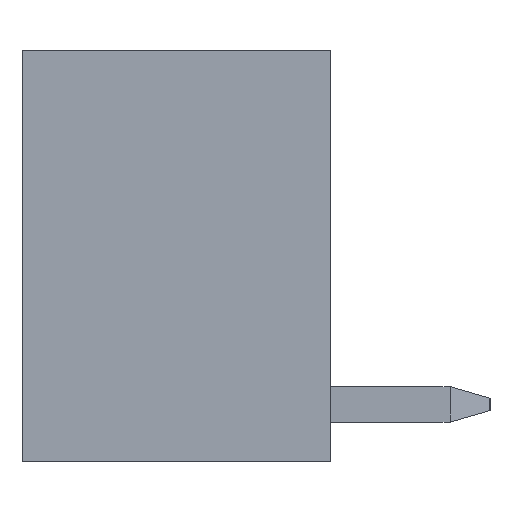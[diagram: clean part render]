
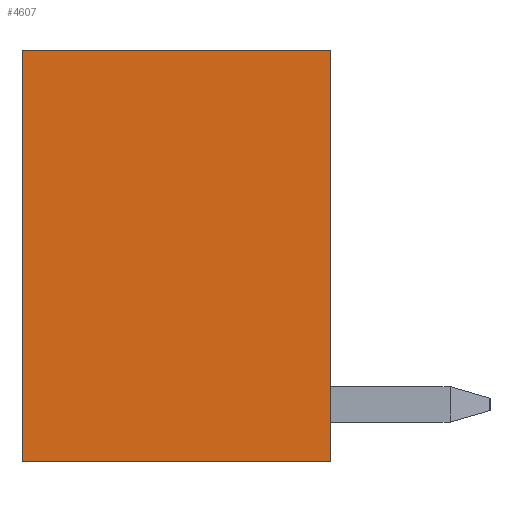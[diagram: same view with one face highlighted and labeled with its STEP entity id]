
A CAD part, left-side view. The second image highlights one B-rep face of the part: STEP entity #4607.
In plain terms, the highlighted planar face has unit normal (-1, 0, 0).
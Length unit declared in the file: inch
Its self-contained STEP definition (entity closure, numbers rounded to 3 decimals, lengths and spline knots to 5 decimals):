
#1=DIRECTION('',(0.,-1.,0.));
#2=VECTOR('',#1,0.27);
#3=CARTESIAN_POINT('',(-0.5785,0.27,0.18));
#4=LINE('',#3,#2);
#473=DIRECTION('',(0.,0.,-1.));
#474=VECTOR('',#473,0.36);
#475=CARTESIAN_POINT('',(-0.5785,0.27,0.18));
#476=LINE('',#475,#474);
#477=DIRECTION('',(0.,0.,-1.));
#478=VECTOR('',#477,0.36);
#479=CARTESIAN_POINT('',(-0.5785,0.,0.18));
#480=LINE('',#479,#478);
#617=DIRECTION('',(0.,-1.,0.));
#618=VECTOR('',#617,0.27);
#619=CARTESIAN_POINT('',(-0.5785,0.27,-0.18));
#620=LINE('',#619,#618);
#3297=CARTESIAN_POINT('',(-0.5785,0.27,0.18));
#3298=CARTESIAN_POINT('',(-0.5785,0.,0.18));
#3299=VERTEX_POINT('',#3297);
#3300=VERTEX_POINT('',#3298);
#3305=CARTESIAN_POINT('',(-0.5785,0.27,-0.18));
#3306=CARTESIAN_POINT('',(-0.5785,0.,-0.18));
#3307=VERTEX_POINT('',#3305);
#3308=VERTEX_POINT('',#3306);
#4593=CARTESIAN_POINT('',(-0.5785,0.27,0.18));
#4594=DIRECTION('',(-1.,0.,0.));
#4595=DIRECTION('',(0.,-1.,0.));
#4596=AXIS2_PLACEMENT_3D('',#4593,#4594,#4595);
#4597=PLANE('',#4596);
#4598=ORIENTED_EDGE('',*,*,#4342,.T.);
#4600=ORIENTED_EDGE('',*,*,#4599,.T.);
#4602=ORIENTED_EDGE('',*,*,#4601,.F.);
#4604=ORIENTED_EDGE('',*,*,#4603,.F.);
#4605=EDGE_LOOP('',(#4598,#4600,#4602,#4604));
#4606=FACE_OUTER_BOUND('',#4605,.F.);
#4607=ADVANCED_FACE('',(#4606),#4597,.T.);
#4342=EDGE_CURVE('',#3299,#3300,#4,.T.);
#4599=EDGE_CURVE('',#3300,#3308,#480,.T.);
#4601=EDGE_CURVE('',#3307,#3308,#620,.T.);
#4603=EDGE_CURVE('',#3299,#3307,#476,.T.);
